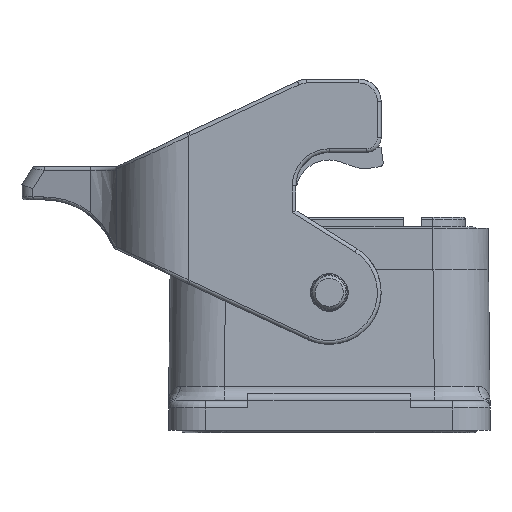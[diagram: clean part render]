
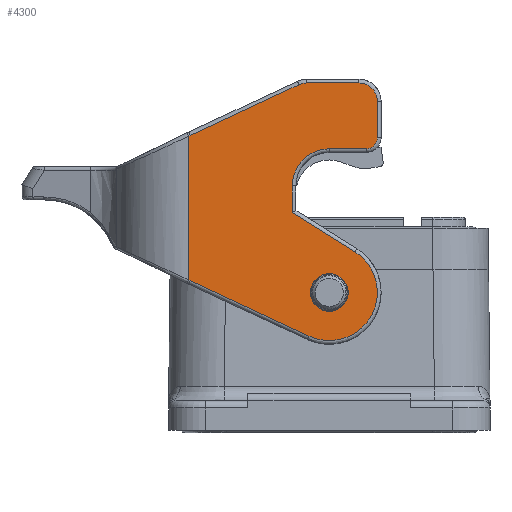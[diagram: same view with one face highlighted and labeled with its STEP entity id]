
A CAD part, left-side view. The second image highlights one B-rep face of the part: STEP entity #4300.
In plain terms, the highlighted planar face has unit normal (-1, 0, 0).
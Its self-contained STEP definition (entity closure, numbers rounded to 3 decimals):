
#3768=FACE_BOUND('',#5851,.T.);
#3769=FACE_BOUND('',#5852,.T.);
#4300=ADVANCED_FACE('',(#3768,#3769),#4852,.F.);
#4852=PLANE('',#18359);
#5851=EDGE_LOOP('',(#7618));
#5852=EDGE_LOOP('',(#7619,#7620,#7621,#7622,#7623,#7624,#7625,#7626,#7627,
#7628,#7629,#7630,#7631,#7632,#7633));
#7618=ORIENTED_EDGE('',*,*,#11196,.F.);
#7619=ORIENTED_EDGE('',*,*,#11197,.F.);
#7620=ORIENTED_EDGE('',*,*,#11198,.F.);
#7621=ORIENTED_EDGE('',*,*,#11199,.F.);
#7622=ORIENTED_EDGE('',*,*,#11200,.F.);
#7623=ORIENTED_EDGE('',*,*,#11201,.F.);
#7624=ORIENTED_EDGE('',*,*,#11202,.F.);
#7625=ORIENTED_EDGE('',*,*,#11203,.F.);
#7626=ORIENTED_EDGE('',*,*,#11204,.F.);
#7627=ORIENTED_EDGE('',*,*,#11205,.F.);
#7628=ORIENTED_EDGE('',*,*,#11195,.F.);
#7629=ORIENTED_EDGE('',*,*,#10808,.F.);
#7630=ORIENTED_EDGE('',*,*,#11206,.F.);
#7631=ORIENTED_EDGE('',*,*,#11207,.F.);
#7632=ORIENTED_EDGE('',*,*,#11208,.F.);
#7633=ORIENTED_EDGE('',*,*,#11209,.F.);
#9687=VERTEX_POINT('',#24563);
#9689=VERTEX_POINT('',#24569);
#9938=VERTEX_POINT('',#26255);
#9939=VERTEX_POINT('',#26264);
#9940=VERTEX_POINT('',#26266);
#9941=VERTEX_POINT('',#26267);
#9942=VERTEX_POINT('',#26269);
#9943=VERTEX_POINT('',#26271);
#9944=VERTEX_POINT('',#26273);
#9945=VERTEX_POINT('',#26275);
#9946=VERTEX_POINT('',#26277);
#9947=VERTEX_POINT('',#26279);
#9948=VERTEX_POINT('',#26281);
#9949=VERTEX_POINT('',#26287);
#9950=VERTEX_POINT('',#26289);
#9951=VERTEX_POINT('',#26291);
#10808=EDGE_CURVE('',#9687,#9689,#12484,.T.);
#11195=EDGE_CURVE('',#9689,#9938,#14786,.T.);
#11196=EDGE_CURVE('',#9939,#9939,#12730,.T.);
#11197=EDGE_CURVE('',#9940,#9941,#12731,.T.);
#11198=EDGE_CURVE('',#9942,#9940,#14787,.T.);
#11199=EDGE_CURVE('',#9943,#9942,#12732,.T.);
#11200=EDGE_CURVE('',#9944,#9943,#14788,.T.);
#11201=EDGE_CURVE('',#9945,#9944,#12733,.T.);
#11202=EDGE_CURVE('',#9946,#9945,#14789,.T.);
#11203=EDGE_CURVE('',#9947,#9946,#12734,.T.);
#11204=EDGE_CURVE('',#9948,#9947,#14790,.T.);
#11205=EDGE_CURVE('',#9938,#9948,#12538,.T.);
#11206=EDGE_CURVE('',#9949,#9687,#14791,.T.);
#11207=EDGE_CURVE('',#9950,#9949,#12735,.T.);
#11208=EDGE_CURVE('',#9951,#9950,#14792,.T.);
#11209=EDGE_CURVE('',#9941,#9951,#14793,.T.);
#12484=B_SPLINE_CURVE_WITH_KNOTS('',3,(#24565,#24566,#24567,#24568),
 .UNSPECIFIED.,.F.,.F.,(4,4),(0.,1.),.UNSPECIFIED.);
#12538=B_SPLINE_CURVE_WITH_KNOTS('',3,(#26282,#26283,#26284,#26285),
 .UNSPECIFIED.,.F.,.F.,(4,4),(0.,1.),.UNSPECIFIED.);
#12730=CIRCLE('',#18353,2.55);
#12731=CIRCLE('',#18354,5.);
#12732=CIRCLE('',#18355,1.5);
#12733=CIRCLE('',#18356,2.5);
#12734=CIRCLE('',#18357,2.5);
#12735=CIRCLE('',#18358,6.5);
#14786=LINE('',#26256,#15846);
#14787=LINE('',#26268,#15847);
#14788=LINE('',#26272,#15848);
#14789=LINE('',#26276,#15849);
#14790=LINE('',#26280,#15850);
#14791=LINE('',#26286,#15851);
#14792=LINE('',#26290,#15852);
#14793=LINE('',#26292,#15853);
#15846=VECTOR('',#20381,1.);
#15847=VECTOR('',#20386,1.);
#15848=VECTOR('',#20389,1.);
#15849=VECTOR('',#20392,1.);
#15850=VECTOR('',#20395,1.);
#15851=VECTOR('',#20396,1.);
#15852=VECTOR('',#20399,1.);
#15853=VECTOR('',#20400,1.);
#18353=AXIS2_PLACEMENT_3D('',#26263,#20382,#20383);
#18354=AXIS2_PLACEMENT_3D('',#26265,#20384,#20385);
#18355=AXIS2_PLACEMENT_3D('',#26270,#20387,#20388);
#18356=AXIS2_PLACEMENT_3D('',#26274,#20390,#20391);
#18357=AXIS2_PLACEMENT_3D('',#26278,#20393,#20394);
#18358=AXIS2_PLACEMENT_3D('',#26288,#20397,#20398);
#18359=AXIS2_PLACEMENT_3D('',#26293,#20401,#20402);
#20381=DIRECTION('',(0.,0.,1.));
#20382=DIRECTION('',(-1.,0.,0.));
#20383=DIRECTION('',(0.,-1.,0.));
#20384=DIRECTION('',(-1.,0.,0.));
#20385=DIRECTION('',(0.,0.,1.));
#20386=DIRECTION('',(0.,1.,0.));
#20387=DIRECTION('',(1.,0.,0.));
#20388=DIRECTION('',(0.,-1.,0.));
#20389=DIRECTION('',(0.,0.,-1.));
#20390=DIRECTION('',(1.,0.,0.));
#20391=DIRECTION('',(0.,0.,1.));
#20392=DIRECTION('',(0.,-1.,0.));
#20393=DIRECTION('',(1.,0.,0.));
#20394=DIRECTION('',(0.,0.423,0.906));
#20395=DIRECTION('',(0.,-0.906,0.423));
#20396=DIRECTION('',(0.,0.906,0.423));
#20397=DIRECTION('',(1.,0.,0.));
#20398=DIRECTION('',(0.,-0.53,0.848));
#20399=DIRECTION('',(0.,-0.848,-0.53));
#20400=DIRECTION('',(0.,0.,-1.));
#20401=DIRECTION('',(1.,0.,0.));
#20402=DIRECTION('',(0.,-1.,0.));
#24563=CARTESIAN_POINT('',(-44.15,18.789,4.139));
#24565=CARTESIAN_POINT('',(-44.15,18.781,4.136));
#24566=CARTESIAN_POINT('',(-44.15,18.854,4.171));
#24567=CARTESIAN_POINT('',(-44.15,18.927,4.207));
#24568=CARTESIAN_POINT('',(-44.15,19.,4.242));
#24569=CARTESIAN_POINT('',(-44.15,19.,4.244));
#26255=CARTESIAN_POINT('',(-44.15,19.,23.655));
#26256=CARTESIAN_POINT('',(-44.15,19.,4.242));
#26263=CARTESIAN_POINT('',(-44.15,0.,2.55));
#26264=CARTESIAN_POINT('',(-44.15,-2.55,2.55));
#26265=CARTESIAN_POINT('',(-44.15,0.,16.95));
#26266=CARTESIAN_POINT('',(-44.15,0.,21.95));
#26267=CARTESIAN_POINT('',(-44.15,5.,16.95));
#26268=CARTESIAN_POINT('',(-44.15,-5.,21.95));
#26269=CARTESIAN_POINT('',(-44.15,-5.,21.95));
#26270=CARTESIAN_POINT('',(-44.15,-5.,23.45));
#26271=CARTESIAN_POINT('',(-44.15,-6.5,23.45));
#26272=CARTESIAN_POINT('',(-44.15,-6.5,28.35));
#26273=CARTESIAN_POINT('',(-44.15,-6.5,28.35));
#26274=CARTESIAN_POINT('',(-44.15,-4.,28.35));
#26275=CARTESIAN_POINT('',(-44.15,-4.,30.85));
#26276=CARTESIAN_POINT('',(-44.15,3.03,30.85));
#26277=CARTESIAN_POINT('',(-44.15,3.03,30.85));
#26278=CARTESIAN_POINT('',(-44.15,3.03,28.35));
#26279=CARTESIAN_POINT('',(-44.15,4.086,30.616));
#26280=CARTESIAN_POINT('',(-44.15,18.789,23.76));
#26281=CARTESIAN_POINT('',(-44.15,18.789,23.76));
#26282=CARTESIAN_POINT('',(-44.15,19.,23.657));
#26283=CARTESIAN_POINT('',(-44.15,18.927,23.692));
#26284=CARTESIAN_POINT('',(-44.15,18.854,23.728));
#26285=CARTESIAN_POINT('',(-44.15,18.781,23.764));
#26286=CARTESIAN_POINT('',(-44.15,2.747,-3.341));
#26287=CARTESIAN_POINT('',(-44.15,2.747,-3.341));
#26288=CARTESIAN_POINT('',(-44.15,0.,2.55));
#26289=CARTESIAN_POINT('',(-44.15,-3.444,8.062));
#26290=CARTESIAN_POINT('',(-44.15,5.,13.339));
#26291=CARTESIAN_POINT('',(-44.15,5.,13.339));
#26292=CARTESIAN_POINT('',(-44.15,5.,16.95));
#26293=CARTESIAN_POINT('',(-44.15,20.,32.245));
